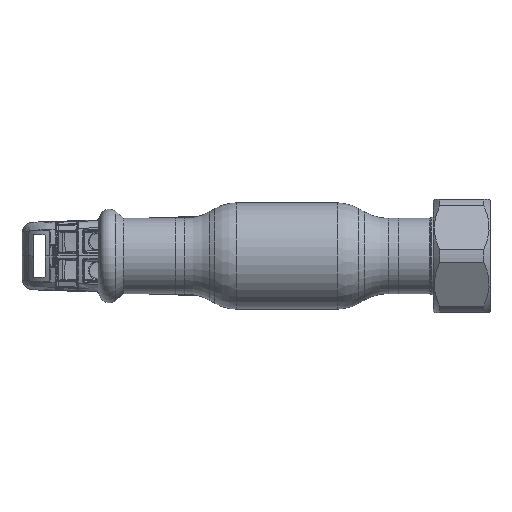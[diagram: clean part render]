
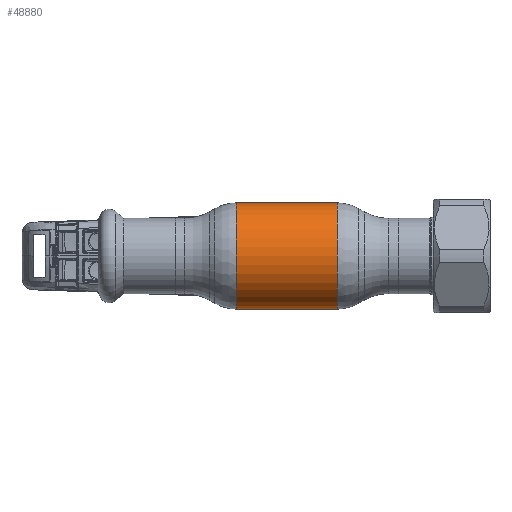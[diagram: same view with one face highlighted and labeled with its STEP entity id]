
A CAD part, front view. The second image highlights one B-rep face of the part: STEP entity #48880.
In plain terms, the highlighted cylindrical face has radius 15 mm (diameter 30 mm), a partial arc.
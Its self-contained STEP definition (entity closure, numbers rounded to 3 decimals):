
#119 = FACE_OUTER_BOUND ( 'NONE', #55716, .T. ) ;
#222 = DIRECTION ( 'NONE',  ( 0., 0., 1. ) ) ;
#5331 = CARTESIAN_POINT ( 'NONE',  ( -62.69, 0., 15. ) ) ;
#5425 = VECTOR ( 'NONE', #41815, 1000. ) ;
#6824 = DIRECTION ( 'NONE',  ( 0., 0., 1. ) ) ;
#9392 = AXIS2_PLACEMENT_3D ( 'NONE', #42091, #46759, #6824 ) ;
#12284 = AXIS2_PLACEMENT_3D ( 'NONE', #51671, #56761, #222 ) ;
#13835 = CIRCLE ( 'NONE', #59714, 15. ) ;
#15943 = CARTESIAN_POINT ( 'NONE',  ( -14.285, 0., -15. ) ) ;
#16823 = ORIENTED_EDGE ( 'NONE', *, *, #60777, .F. ) ;
#17566 = EDGE_CURVE ( 'NONE', #54201, #44499, #65622, .T. ) ;
#18294 = CARTESIAN_POINT ( 'NONE',  ( -14.285, 0., 0. ) ) ;
#18298 = CARTESIAN_POINT ( 'NONE',  ( 14.285, 0., 15. ) ) ;
#24499 = VECTOR ( 'NONE', #65589, 1000. ) ;
#27881 = CARTESIAN_POINT ( 'NONE',  ( 14.285, 0., -15. ) ) ;
#29190 = EDGE_CURVE ( 'NONE', #44499, #38833, #53862, .T. ) ;
#29604 = DIRECTION ( 'NONE',  ( 0., 0., 1. ) ) ;
#35162 = DIRECTION ( 'NONE',  ( -1., 0., 0. ) ) ;
#38686 = LINE ( 'NONE', #46491, #5425 ) ;
#38833 = VERTEX_POINT ( 'NONE', #64386 ) ;
#39576 = VERTEX_POINT ( 'NONE', #15943 ) ;
#40579 = CYLINDRICAL_SURFACE ( 'NONE', #9392, 15. ) ;
#41815 = DIRECTION ( 'NONE',  ( -1., 0., 0. ) ) ;
#42091 = CARTESIAN_POINT ( 'NONE',  ( -62.69, 0., 0. ) ) ;
#44499 = VERTEX_POINT ( 'NONE', #18298 ) ;
#46491 = CARTESIAN_POINT ( 'NONE',  ( -62.69, 0., -15. ) ) ;
#46759 = DIRECTION ( 'NONE',  ( -1., 0., 0. ) ) ;
#48880 = ADVANCED_FACE ( 'NONE', ( #119 ), #40579, .T. ) ;
#49799 = ORIENTED_EDGE ( 'NONE', *, *, #51018, .F. ) ;
#51018 = EDGE_CURVE ( 'NONE', #54201, #39576, #38686, .T. ) ;
#51671 = CARTESIAN_POINT ( 'NONE',  ( 14.285, 0., 0. ) ) ;
#53862 = LINE ( 'NONE', #5331, #24499 ) ;
#54201 = VERTEX_POINT ( 'NONE', #27881 ) ;
#55716 = EDGE_LOOP ( 'NONE', ( #49799, #64623, #64028, #16823 ) ) ;
#56761 = DIRECTION ( 'NONE',  ( -1., 0., 0. ) ) ;
#59714 = AXIS2_PLACEMENT_3D ( 'NONE', #18294, #35162, #29604 ) ;
#60777 = EDGE_CURVE ( 'NONE', #39576, #38833, #13835, .T. ) ;
#64028 = ORIENTED_EDGE ( 'NONE', *, *, #29190, .T. ) ;
#64386 = CARTESIAN_POINT ( 'NONE',  ( -14.285, 0., 15. ) ) ;
#64623 = ORIENTED_EDGE ( 'NONE', *, *, #17566, .T. ) ;
#65589 = DIRECTION ( 'NONE',  ( -1., 0., 0. ) ) ;
#65622 = CIRCLE ( 'NONE', #12284, 15. ) ;
